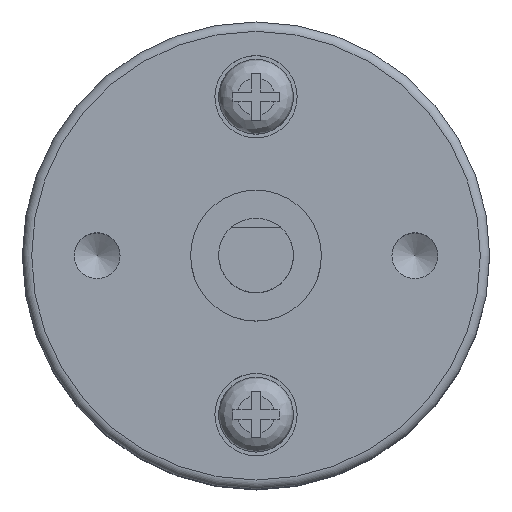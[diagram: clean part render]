
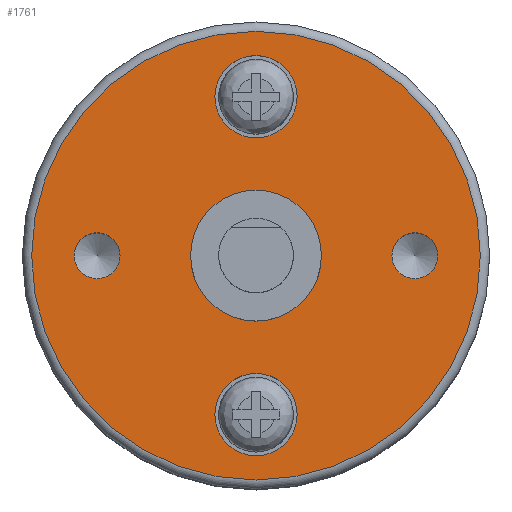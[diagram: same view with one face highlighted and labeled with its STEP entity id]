
A CAD part, top view. The second image highlights one B-rep face of the part: STEP entity #1761.
In plain terms, the highlighted planar face has unit normal (0, 0, 1).
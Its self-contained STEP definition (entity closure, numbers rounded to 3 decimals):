
#60=FACE_BOUND('',#612,.T.);
#61=FACE_BOUND('',#613,.T.);
#62=FACE_BOUND('',#614,.T.);
#63=FACE_BOUND('',#615,.T.);
#129=PLANE('',#1975);
#495=FACE_OUTER_BOUND('',#611,.T.);
#611=EDGE_LOOP('',(#1490,#1491));
#612=EDGE_LOOP('',(#1492,#1493));
#613=EDGE_LOOP('',(#1494,#1495));
#614=EDGE_LOOP('',(#1496,#1497));
#615=EDGE_LOOP('',(#1498,#1499));
#679=CIRCLE('',#1914,1.23);
#680=CIRCLE('',#1915,1.23);
#683=CIRCLE('',#1920,1.23);
#684=CIRCLE('',#1921,1.23);
#689=CIRCLE('',#1928,2.2);
#690=CIRCLE('',#1929,2.2);
#695=CIRCLE('',#1936,2.2);
#696=CIRCLE('',#1937,2.2);
#717=CIRCLE('',#1969,12.);
#719=CIRCLE('',#1971,12.);
#826=VERTEX_POINT('',#2871);
#827=VERTEX_POINT('',#2872);
#831=VERTEX_POINT('',#2884);
#832=VERTEX_POINT('',#2885);
#837=VERTEX_POINT('',#2899);
#838=VERTEX_POINT('',#2900);
#843=VERTEX_POINT('',#2914);
#844=VERTEX_POINT('',#2915);
#863=VERTEX_POINT('',#2972);
#864=VERTEX_POINT('',#2973);
#1042=EDGE_CURVE('',#826,#827,#679,.T.);
#1043=EDGE_CURVE('',#827,#826,#680,.T.);
#1048=EDGE_CURVE('',#831,#832,#683,.T.);
#1049=EDGE_CURVE('',#832,#831,#684,.T.);
#1055=EDGE_CURVE('',#837,#838,#689,.T.);
#1056=EDGE_CURVE('',#838,#837,#690,.T.);
#1062=EDGE_CURVE('',#843,#844,#695,.T.);
#1063=EDGE_CURVE('',#844,#843,#696,.T.);
#1089=EDGE_CURVE('',#863,#864,#717,.T.);
#1091=EDGE_CURVE('',#864,#863,#719,.T.);
#1490=ORIENTED_EDGE('',*,*,#1089,.F.);
#1491=ORIENTED_EDGE('',*,*,#1091,.F.);
#1492=ORIENTED_EDGE('',*,*,#1042,.T.);
#1493=ORIENTED_EDGE('',*,*,#1043,.T.);
#1494=ORIENTED_EDGE('',*,*,#1048,.T.);
#1495=ORIENTED_EDGE('',*,*,#1049,.T.);
#1496=ORIENTED_EDGE('',*,*,#1055,.T.);
#1497=ORIENTED_EDGE('',*,*,#1056,.T.);
#1498=ORIENTED_EDGE('',*,*,#1062,.T.);
#1499=ORIENTED_EDGE('',*,*,#1063,.T.);
#1761=ADVANCED_FACE('',(#495,#60,#61,#62,#63),#129,.T.);
#1914=AXIS2_PLACEMENT_3D('',#2873,#2284,#2285);
#1915=AXIS2_PLACEMENT_3D('',#2874,#2286,#2287);
#1920=AXIS2_PLACEMENT_3D('',#2886,#2298,#2299);
#1921=AXIS2_PLACEMENT_3D('',#2887,#2300,#2301);
#1928=AXIS2_PLACEMENT_3D('',#2901,#2315,#2316);
#1929=AXIS2_PLACEMENT_3D('',#2902,#2317,#2318);
#1936=AXIS2_PLACEMENT_3D('',#2916,#2332,#2333);
#1937=AXIS2_PLACEMENT_3D('',#2917,#2334,#2335);
#1969=AXIS2_PLACEMENT_3D('',#2974,#2403,#2404);
#1971=AXIS2_PLACEMENT_3D('',#2976,#2407,#2408);
#1975=AXIS2_PLACEMENT_3D('',#2983,#2416,#2417);
#2284=DIRECTION('center_axis',(0.,0.,-1.));
#2285=DIRECTION('ref_axis',(1.,0.,0.));
#2286=DIRECTION('center_axis',(0.,0.,-1.));
#2287=DIRECTION('ref_axis',(1.,0.,0.));
#2298=DIRECTION('center_axis',(0.,0.,-1.));
#2299=DIRECTION('ref_axis',(1.,0.,0.));
#2300=DIRECTION('center_axis',(0.,0.,-1.));
#2301=DIRECTION('ref_axis',(1.,0.,0.));
#2315=DIRECTION('center_axis',(0.,0.,-1.));
#2316=DIRECTION('ref_axis',(1.,0.,0.));
#2317=DIRECTION('center_axis',(0.,0.,-1.));
#2318=DIRECTION('ref_axis',(1.,0.,0.));
#2332=DIRECTION('center_axis',(0.,0.,-1.));
#2333=DIRECTION('ref_axis',(1.,0.,0.));
#2334=DIRECTION('center_axis',(0.,0.,-1.));
#2335=DIRECTION('ref_axis',(1.,0.,0.));
#2403=DIRECTION('center_axis',(0.,0.,-1.));
#2404=DIRECTION('ref_axis',(-1.,0.,0.));
#2407=DIRECTION('center_axis',(0.,0.,-1.));
#2408=DIRECTION('ref_axis',(-1.,0.,0.));
#2416=DIRECTION('center_axis',(0.,0.,1.));
#2417=DIRECTION('ref_axis',(1.,0.,0.));
#2871=CARTESIAN_POINT('',(9.73,0.,19.2));
#2872=CARTESIAN_POINT('',(7.271,0.,19.2));
#2873=CARTESIAN_POINT('Origin',(8.5,0.,19.2));
#2874=CARTESIAN_POINT('Origin',(8.5,0.,19.2));
#2884=CARTESIAN_POINT('',(-7.271,0.,19.2));
#2885=CARTESIAN_POINT('',(-9.73,0.,19.2));
#2886=CARTESIAN_POINT('Origin',(-8.5,0.,19.2));
#2887=CARTESIAN_POINT('Origin',(-8.5,0.,19.2));
#2899=CARTESIAN_POINT('',(2.2,8.5,19.2));
#2900=CARTESIAN_POINT('',(-2.2,8.5,19.2));
#2901=CARTESIAN_POINT('Origin',(0.,8.5,19.2));
#2902=CARTESIAN_POINT('Origin',(0.,8.5,19.2));
#2914=CARTESIAN_POINT('',(2.2,-8.5,19.2));
#2915=CARTESIAN_POINT('',(-2.2,-8.5,19.2));
#2916=CARTESIAN_POINT('Origin',(0.,-8.5,19.2));
#2917=CARTESIAN_POINT('Origin',(0.,-8.5,19.2));
#2972=CARTESIAN_POINT('',(12.,0.,19.2));
#2973=CARTESIAN_POINT('',(-12.,0.,19.2));
#2974=CARTESIAN_POINT('Origin',(0.,0.,19.2));
#2976=CARTESIAN_POINT('Origin',(0.,0.,19.2));
#2983=CARTESIAN_POINT('Origin',(0.,0.,19.2));
